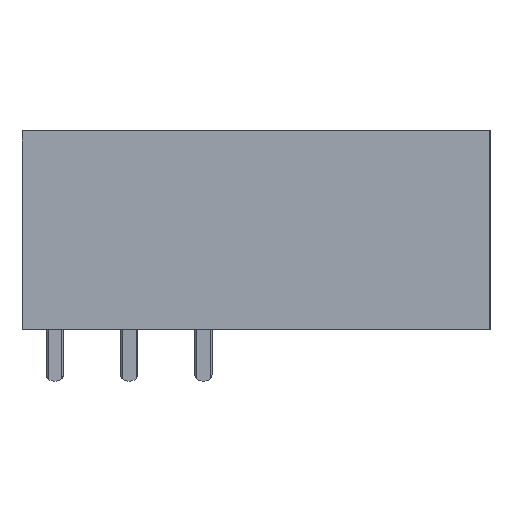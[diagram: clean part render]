
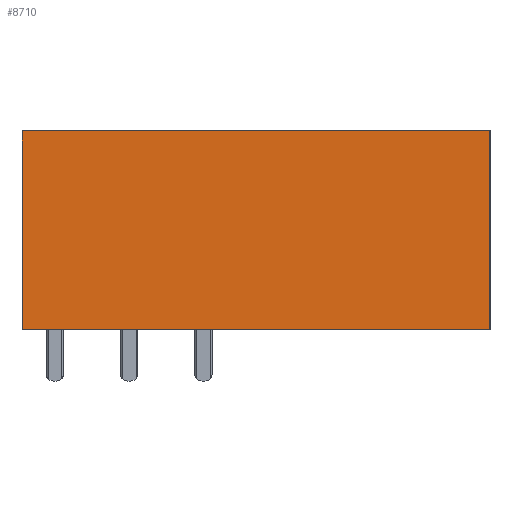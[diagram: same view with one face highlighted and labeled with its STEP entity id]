
A CAD part, left-side view. The second image highlights one B-rep face of the part: STEP entity #8710.
In plain terms, the highlighted planar face has unit normal (-1, 0, 0).
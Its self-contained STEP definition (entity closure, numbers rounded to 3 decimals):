
#8692=AXIS2_PLACEMENT_3D('Plane Axis2P3D',#8689,#8690,#8691) ;
#872=CARTESIAN_POINT('Vertex',(0.,0.,17.1)) ;
#875=CARTESIAN_POINT('Line Origine',(0.,0.,10.3)) ;
#879=CARTESIAN_POINT('Vertex',(0.,0.,3.5)) ;
#8641=CARTESIAN_POINT('Vertex',(0.,32.,3.5)) ;
#8644=CARTESIAN_POINT('Line Origine',(0.,32.,10.3)) ;
#8648=CARTESIAN_POINT('Vertex',(0.,32.,17.1)) ;
#8689=CARTESIAN_POINT('Axis2P3D Location',(0.,0.,0.)) ;
#8694=CARTESIAN_POINT('Line Origine',(0.,16.,17.1)) ;
#8699=CARTESIAN_POINT('Line Origine',(0.,16.,3.5)) ;
#876=DIRECTION('Vector Direction',(0.,0.,-1.)) ;
#8645=DIRECTION('Vector Direction',(0.,0.,1.)) ;
#8690=DIRECTION('Axis2P3D Direction',(-1.,0.,0.)) ;
#8691=DIRECTION('Axis2P3D XDirection',(0.,0.,1.)) ;
#8695=DIRECTION('Vector Direction',(0.,-1.,0.)) ;
#8700=DIRECTION('Vector Direction',(0.,1.,0.)) ;
#877=VECTOR('Line Direction',#876,1.) ;
#8646=VECTOR('Line Direction',#8645,1.) ;
#8696=VECTOR('Line Direction',#8695,1.) ;
#8701=VECTOR('Line Direction',#8700,1.) ;
#8705=ORIENTED_EDGE('',*,*,#881,.T.) ;
#8706=ORIENTED_EDGE('',*,*,#8698,.T.) ;
#8707=ORIENTED_EDGE('',*,*,#8650,.T.) ;
#8708=ORIENTED_EDGE('',*,*,#8703,.T.) ;
#8710=ADVANCED_FACE('Housing',(#8709),#8693,.T.) ;
#881=EDGE_CURVE('',#880,#873,#878,.F.) ;
#8650=EDGE_CURVE('',#8649,#8642,#8647,.F.) ;
#8698=EDGE_CURVE('',#873,#8649,#8697,.F.) ;
#8703=EDGE_CURVE('',#8642,#880,#8702,.F.) ;
#8704=EDGE_LOOP('',(#8705,#8706,#8707,#8708)) ;
#8709=FACE_OUTER_BOUND('',#8704,.T.) ;
#878=LINE('Line',#875,#877) ;
#8647=LINE('Line',#8644,#8646) ;
#8697=LINE('Line',#8694,#8696) ;
#8702=LINE('Line',#8699,#8701) ;
#8693=PLANE('',#8692) ;
#873=VERTEX_POINT('',#872) ;
#880=VERTEX_POINT('',#879) ;
#8642=VERTEX_POINT('',#8641) ;
#8649=VERTEX_POINT('',#8648) ;
